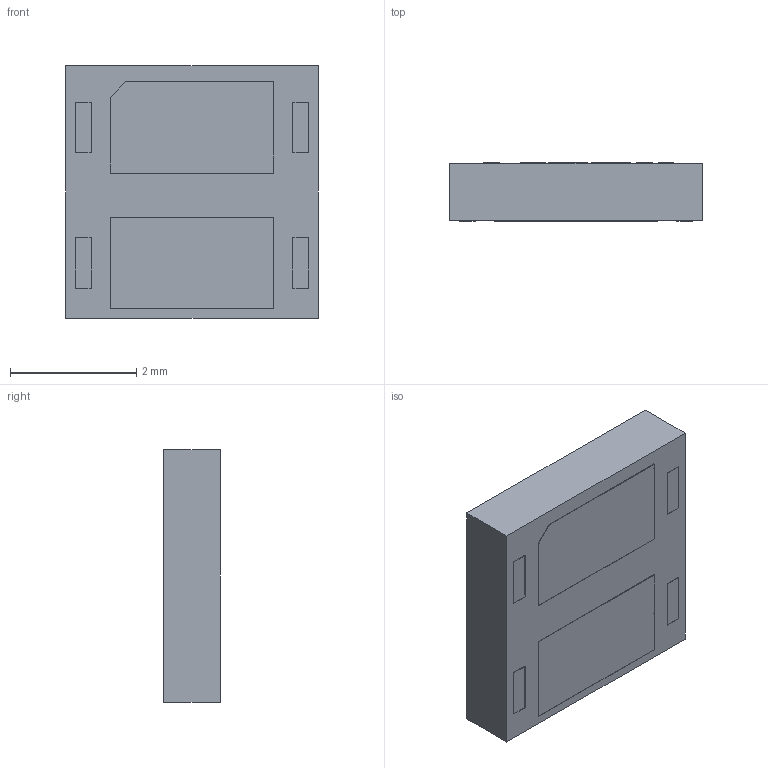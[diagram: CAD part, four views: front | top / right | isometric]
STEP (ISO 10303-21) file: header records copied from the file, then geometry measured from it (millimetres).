
FILE_DESCRIPTION (( 'STEP AP214' ), '1' );
FILE_NAME ('TBU-P40-G.STEP', '2022-04-26T13:55:14', ( '' ), ( '' ), 'SwSTEP 2.0', 'SolidWorks 2021', '' );
FILE_SCHEMA (( 'AUTOMOTIVE_DESIGN' ));
Length unit declared in the file: millimetre
Products named in the file (1): TBU-P40-G
Bounding box: 4 x 0.92 x 4 mm (x, y, z)
Volume: 14.5 mm3; surface area: 47 mm2
Topology: 1 solids, 1 shells, 184 faces, 486 edges, 324 vertices
Faces by surface type: plane 172, bspline 12
Entity records: 6386 total; most frequent: CARTESIAN_POINT 1663, ORIENTED_EDGE 972, DIRECTION 808, EDGE_CURVE 486, LINE 462, VECTOR 462, VERTEX_POINT 324, EDGE_LOOP 204
